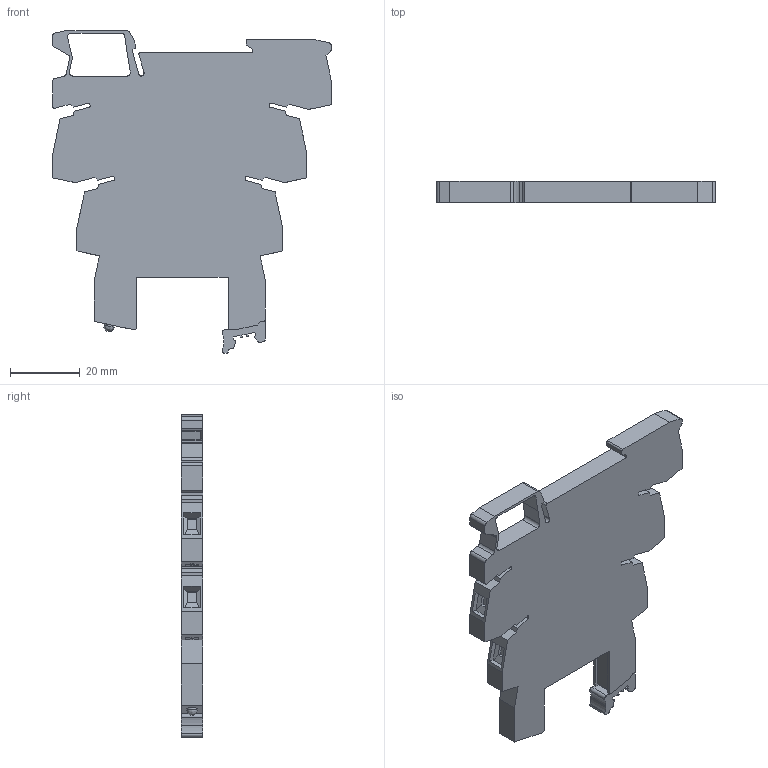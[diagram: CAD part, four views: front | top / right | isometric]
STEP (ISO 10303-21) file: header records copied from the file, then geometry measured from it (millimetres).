
FILE_DESCRIPTION (( 'STEP AP214' ), '1' );
FILE_NAME ('107604.STEP', '2011-07-09T18:29:11', ( 'LALo' ), ( 'Edi Foundation' ), 'SwSTEP 2.0', 'SolidWorks 2011', '' );
FILE_SCHEMA (( 'AUTOMOTIVE_DESIGN' ));
Length unit declared in the file: inch
Products named in the file (1): 107604
Bounding box: 80 x 6.1 x 92.55 mm (x, y, z)
Surface area: 13205.1 mm2 (no closed solid volume)
Topology: 0 solids, 357 shells, 360 faces, 1908 edges, 1900 vertices
Faces by surface type: plane 272, cylinder 85, cone 2, bspline 1
Entity records: 22228 total; most frequent: CARTESIAN_POINT 8933, DIRECTION 2189, ORIENTED_EDGE 1906, EDGE_CURVE 1903, VERTEX_POINT 1900, VECTOR 1075, LINE 1075, B_SPLINE_CURVE_WITH_KNOTS 631
